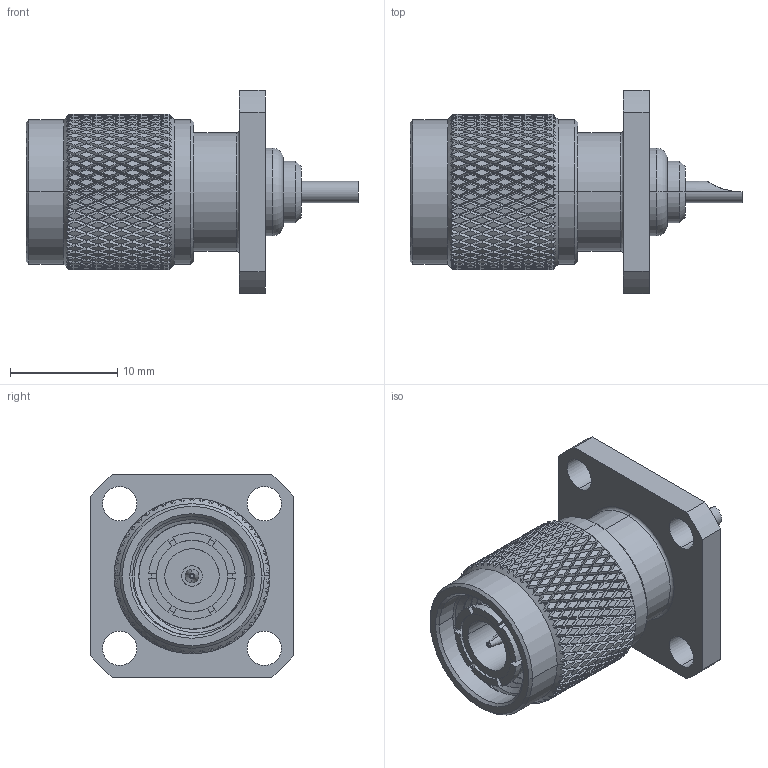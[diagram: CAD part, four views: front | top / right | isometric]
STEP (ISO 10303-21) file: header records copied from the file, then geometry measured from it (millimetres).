
FILE_DESCRIPTION (( 'STEP AP203' ), '1' );
FILE_NAME ('PE4470.step', '2019-08-20T20:38:54', ( '' ), ( '' ), 'SwSTEP 2.0', 'SolidWorks 2018', '' );
FILE_SCHEMA (( 'CONFIG_CONTROL_DESIGN' ));
Length unit declared in the file: inch
Products named in the file (1): PE4470
Bounding box: 31 x 19 x 19 mm (x, y, z)
Volume: 3199.5 mm3; surface area: 2952 mm2
Topology: 1 solids, 1 shells, 2650 faces, 5621 edges, 2981 vertices
Faces by surface type: bspline 2005, cylinder 574, plane 41, cone 26, torus 4
Entity records: 101784 total; most frequent: CARTESIAN_POINT 67525, ORIENTED_EDGE 11238, EDGE_CURVE 5619, VERTEX_POINT 2981, EDGE_LOOP 2668, FACE_OUTER_BOUND 2650, ADVANCED_FACE 2650, B_SPLINE_CURVE_WITH_KNOTS 2274
